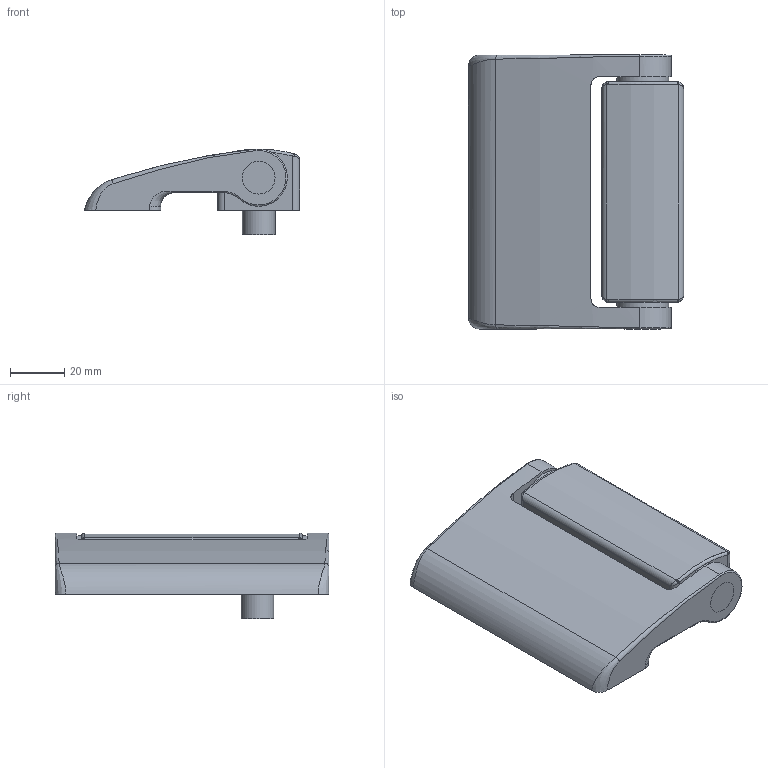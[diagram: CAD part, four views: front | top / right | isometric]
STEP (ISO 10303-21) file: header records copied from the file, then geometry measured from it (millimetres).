
FILE_DESCRIPTION(/* description */ ('STEP AP214'),/* implementation_level */ '2;1');
FILE_NAME(/* name */ 'ISB-52C-2-Q-E.stp',/* time_stamp */ '2022-07-01T09:40:47+02:00',/* author */ ('stefan.nesic'),/* organization */ ('Microsoft'),/* preprocessor_version */ 'ST-DEVELOPER v18.1',/* originating_system */ 'Autodesk Inventor 2021',/* authorisation */ '');
FILE_SCHEMA (('AUTOMOTIVE_DESIGN { 1 0 10303 214 3 1 1 }'));
Length unit declared in the file: millimetre
Products named in the file (3): ISB-52C-2-P-E; Pizzato_Parte_Fissa_Hx_AA_Hx_AAxxx-xPx; Pizzato_Parte_Mobile_Hx_AB_7110
Assembly tree (2 placements, depth 2):
  ISB-52C-2-P-E
    Pizzato_Parte_Fissa_Hx_AA_Hx_AAxxx-xPx
    Pizzato_Parte_Mobile_Hx_AB_7110
Bounding box: 79 x 100.6 x 31.5 mm (x, y, z)
Volume: 102619.1 mm3; surface area: 27099.5 mm2
Topology: 2 solids, 2 shells, 98 faces, 235 edges, 143 vertices
Faces by surface type: cylinder 44, plane 27, bspline 15, cone 7, torus 5
Full cylindrical faces by diameter (mm): 4.2 x7, 5.2 x3, 12 x5, 19 x2
Entity records: 5157 total; most frequent: CARTESIAN_POINT 2839, DIRECTION 458, ORIENTED_EDGE 448, EDGE_CURVE 224, AXIS2_PLACEMENT_3D 184, VERTEX_POINT 143, EDGE_LOOP 115, FACE_OUTER_BOUND 98
